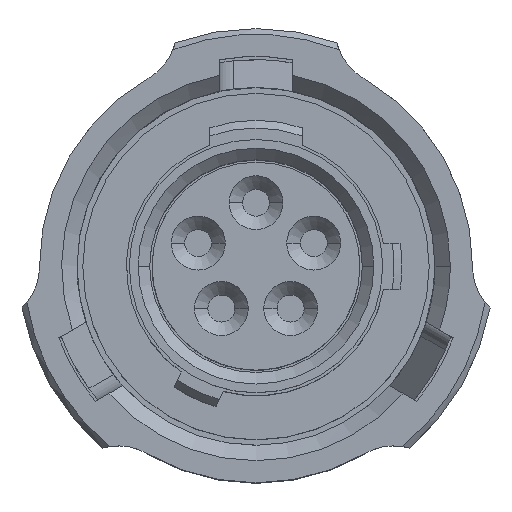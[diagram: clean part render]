
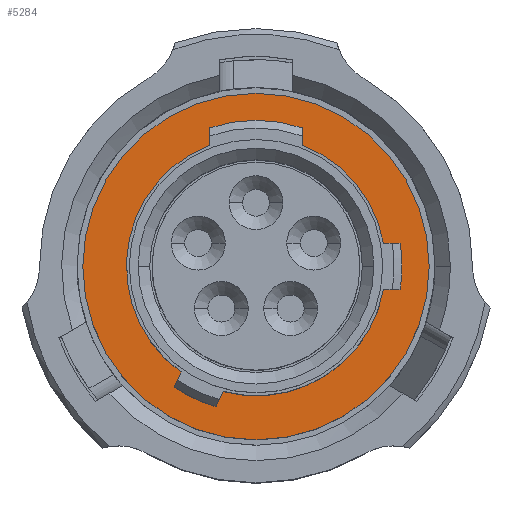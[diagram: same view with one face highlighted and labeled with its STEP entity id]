
A CAD part, top view. The second image highlights one B-rep face of the part: STEP entity #5284.
In plain terms, the highlighted planar face has unit normal (0, 0, 1).
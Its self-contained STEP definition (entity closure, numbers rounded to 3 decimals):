
#1337 = ORIENTED_EDGE ( 'NONE', *, *, #1795, .T. ) ;
#1377 = CIRCLE ( 'NONE', #16994, 4.5 ) ;
#1433 = DIRECTION ( 'NONE',  ( -1., 0., 0. ) ) ;
#1507 = CARTESIAN_POINT ( 'NONE',  ( -3.29, 0., -6.6 ) ) ;
#1734 = CARTESIAN_POINT ( 'NONE',  ( -4.5, 0., -6.6 ) ) ;
#1743 = CARTESIAN_POINT ( 'NONE',  ( 3.29, 0., -6.6 ) ) ;
#1795 = EDGE_CURVE ( 'NONE', #14674, #6008, #15640, .T. ) ;
#2183 = CARTESIAN_POINT ( 'NONE',  ( 0., 0., -6.6 ) ) ;
#2395 = FACE_OUTER_BOUND ( 'NONE', #6114, .T. ) ;
#2895 = DIRECTION ( 'NONE',  ( 1., 0., 0. ) ) ;
#3014 = AXIS2_PLACEMENT_3D ( 'NONE', #18503, #10025, #1433 ) ;
#3616 = DIRECTION ( 'NONE',  ( 1., 0., 0. ) ) ;
#3911 = ORIENTED_EDGE ( 'NONE', *, *, #9333, .T. ) ;
#3980 = CARTESIAN_POINT ( 'NONE',  ( 0., 0., -6.6 ) ) ;
#4093 = DIRECTION ( 'NONE',  ( 0., 0., 1. ) ) ;
#4966 = CIRCLE ( 'NONE', #18354, 3.29 ) ;
#5154 = CARTESIAN_POINT ( 'NONE',  ( 0., 0., -6.6 ) ) ;
#5284 = ADVANCED_FACE ( 'NONE', ( #10022, #2395 ), #15580, .F. ) ;
#5460 = DIRECTION ( 'NONE',  ( 1., 0., 0. ) ) ;
#6008 = VERTEX_POINT ( 'NONE', #1734 ) ;
#6114 = EDGE_LOOP ( 'NONE', ( #1337, #3911 ) ) ;
#6591 = DIRECTION ( 'NONE',  ( 1., 0., 0. ) ) ;
#8115 = CARTESIAN_POINT ( 'NONE',  ( 0., 0., -6.6 ) ) ;
#9333 = EDGE_CURVE ( 'NONE', #6008, #14674, #1377, .T. ) ;
#10022 = FACE_BOUND ( 'NONE', #10160, .T. ) ;
#10025 = DIRECTION ( 'NONE',  ( 0., 0., -1. ) ) ;
#10160 = EDGE_LOOP ( 'NONE', ( #10749, #14506 ) ) ;
#10555 = CARTESIAN_POINT ( 'NONE',  ( 4.5, 0., -6.6 ) ) ;
#10749 = ORIENTED_EDGE ( 'NONE', *, *, #18229, .F. ) ;
#11244 = EDGE_CURVE ( 'NONE', #18000, #14007, #4966, .T. ) ;
#12187 = DIRECTION ( 'NONE',  ( 0., 0., 1. ) ) ;
#13948 = DIRECTION ( 'NONE',  ( 0., 0., 1. ) ) ;
#14007 = VERTEX_POINT ( 'NONE', #1743 ) ;
#14506 = ORIENTED_EDGE ( 'NONE', *, *, #11244, .F. ) ;
#14674 = VERTEX_POINT ( 'NONE', #10555 ) ;
#15083 = DIRECTION ( 'NONE',  ( 0., 0., 1. ) ) ;
#15580 = PLANE ( 'NONE',  #3014 ) ;
#15640 = CIRCLE ( 'NONE', #16113, 4.5 ) ;
#16113 = AXIS2_PLACEMENT_3D ( 'NONE', #8115, #4093, #2895 ) ;
#16994 = AXIS2_PLACEMENT_3D ( 'NONE', #5154, #15083, #6591 ) ;
#17600 = CIRCLE ( 'NONE', #18293, 3.29 ) ;
#18000 = VERTEX_POINT ( 'NONE', #1507 ) ;
#18229 = EDGE_CURVE ( 'NONE', #14007, #18000, #17600, .T. ) ;
#18293 = AXIS2_PLACEMENT_3D ( 'NONE', #2183, #12187, #3616 ) ;
#18354 = AXIS2_PLACEMENT_3D ( 'NONE', #3980, #13948, #5460 ) ;
#18503 = CARTESIAN_POINT ( 'NONE',  ( 0., 3.29, -6.6 ) ) ;
